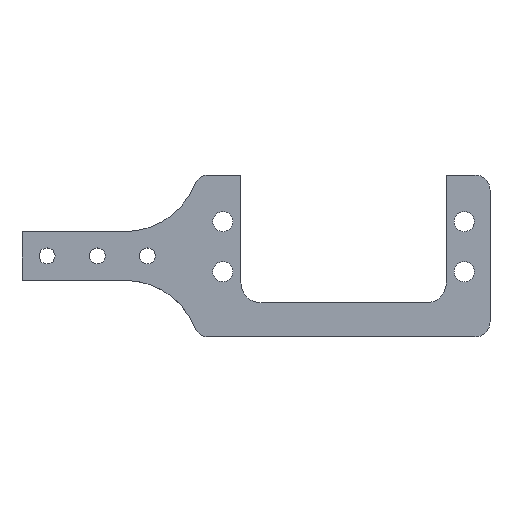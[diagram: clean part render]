
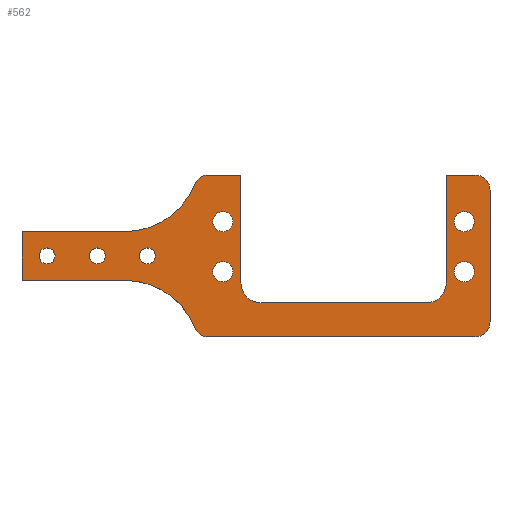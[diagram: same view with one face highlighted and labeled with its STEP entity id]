
A CAD part, top view. The second image highlights one B-rep face of the part: STEP entity #562.
In plain terms, the highlighted planar face has unit normal (0, 0, 1).
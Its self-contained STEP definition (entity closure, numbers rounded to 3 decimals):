
#21=FACE_BOUND('',#91,.T.);
#22=FACE_BOUND('',#92,.T.);
#23=FACE_BOUND('',#93,.T.);
#24=FACE_BOUND('',#94,.T.);
#25=FACE_BOUND('',#95,.T.);
#26=FACE_BOUND('',#96,.T.);
#27=FACE_BOUND('',#97,.T.);
#35=PLANE('',#636);
#56=FACE_OUTER_BOUND('',#90,.T.);
#90=EDGE_LOOP('',(#438,#439,#440,#441,#442,#443,#444,#445,#446,#447,#448,
#449,#450,#451,#452,#453,#454,#455));
#91=EDGE_LOOP('',(#456));
#92=EDGE_LOOP('',(#457));
#93=EDGE_LOOP('',(#458));
#94=EDGE_LOOP('',(#459));
#95=EDGE_LOOP('',(#460));
#96=EDGE_LOOP('',(#461));
#97=EDGE_LOOP('',(#462));
#110=LINE('',#826,#155);
#124=LINE('',#884,#169);
#127=LINE('',#892,#172);
#133=LINE('',#909,#178);
#134=LINE('',#912,#179);
#136=LINE('',#915,#181);
#140=LINE('',#930,#185);
#141=LINE('',#932,#186);
#142=LINE('',#936,#187);
#143=LINE('',#939,#188);
#155=VECTOR('',#665,10.);
#169=VECTOR('',#715,10.);
#172=VECTOR('',#724,10.);
#178=VECTOR('',#744,10.);
#179=VECTOR('',#747,10.);
#181=VECTOR('',#751,10.);
#185=VECTOR('',#769,10.);
#186=VECTOR('',#770,1000.);
#187=VECTOR('',#773,10.);
#188=VECTOR('',#776,1000.);
#199=CIRCLE('',#598,3.);
#214=CIRCLE('',#616,3.);
#215=CIRCLE('',#619,3.);
#216=CIRCLE('',#622,3.);
#217=CIRCLE('',#624,15.);
#218=CIRCLE('',#626,15.);
#219=CIRCLE('',#631,1.6);
#220=CIRCLE('',#633,1.6);
#221=CIRCLE('',#635,1.6);
#222=CIRCLE('',#637,4.);
#223=CIRCLE('',#638,4.);
#224=CIRCLE('',#639,2.);
#225=CIRCLE('',#640,2.);
#226=CIRCLE('',#641,2.);
#227=CIRCLE('',#642,2.);
#230=VERTEX_POINT('',#819);
#231=VERTEX_POINT('',#821);
#232=VERTEX_POINT('',#825);
#256=VERTEX_POINT('',#877);
#257=VERTEX_POINT('',#879);
#258=VERTEX_POINT('',#883);
#259=VERTEX_POINT('',#887);
#260=VERTEX_POINT('',#891);
#261=VERTEX_POINT('',#895);
#262=VERTEX_POINT('',#899);
#263=VERTEX_POINT('',#903);
#264=VERTEX_POINT('',#907);
#265=VERTEX_POINT('',#911);
#266=VERTEX_POINT('',#917);
#267=VERTEX_POINT('',#921);
#268=VERTEX_POINT('',#925);
#269=VERTEX_POINT('',#929);
#270=VERTEX_POINT('',#931);
#271=VERTEX_POINT('',#933);
#272=VERTEX_POINT('',#935);
#273=VERTEX_POINT('',#937);
#274=VERTEX_POINT('',#940);
#275=VERTEX_POINT('',#942);
#276=VERTEX_POINT('',#944);
#277=VERTEX_POINT('',#946);
#280=EDGE_CURVE('',#231,#230,#199,.T.);
#282=EDGE_CURVE('',#231,#232,#110,.T.);
#309=EDGE_CURVE('',#257,#256,#214,.T.);
#311=EDGE_CURVE('',#257,#258,#124,.T.);
#313=EDGE_CURVE('',#259,#258,#215,.T.);
#315=EDGE_CURVE('',#259,#260,#127,.T.);
#317=EDGE_CURVE('',#261,#260,#216,.T.);
#320=EDGE_CURVE('',#230,#262,#217,.T.);
#321=EDGE_CURVE('',#263,#261,#218,.T.);
#324=EDGE_CURVE('',#264,#262,#133,.T.);
#325=EDGE_CURVE('',#263,#265,#134,.T.);
#327=EDGE_CURVE('',#264,#265,#136,.T.);
#329=EDGE_CURVE('',#266,#266,#219,.T.);
#331=EDGE_CURVE('',#267,#267,#220,.T.);
#333=EDGE_CURVE('',#268,#268,#221,.T.);
#334=EDGE_CURVE('',#269,#256,#140,.T.);
#335=EDGE_CURVE('',#270,#269,#141,.T.);
#336=EDGE_CURVE('',#270,#271,#222,.T.);
#337=EDGE_CURVE('',#272,#271,#142,.T.);
#338=EDGE_CURVE('',#272,#273,#223,.T.);
#339=EDGE_CURVE('',#232,#273,#143,.T.);
#340=EDGE_CURVE('',#274,#274,#224,.T.);
#341=EDGE_CURVE('',#275,#275,#225,.T.);
#342=EDGE_CURVE('',#276,#276,#226,.T.);
#343=EDGE_CURVE('',#277,#277,#227,.T.);
#438=ORIENTED_EDGE('',*,*,#280,.T.);
#439=ORIENTED_EDGE('',*,*,#320,.T.);
#440=ORIENTED_EDGE('',*,*,#324,.F.);
#441=ORIENTED_EDGE('',*,*,#327,.T.);
#442=ORIENTED_EDGE('',*,*,#325,.F.);
#443=ORIENTED_EDGE('',*,*,#321,.T.);
#444=ORIENTED_EDGE('',*,*,#317,.T.);
#445=ORIENTED_EDGE('',*,*,#315,.F.);
#446=ORIENTED_EDGE('',*,*,#313,.T.);
#447=ORIENTED_EDGE('',*,*,#311,.F.);
#448=ORIENTED_EDGE('',*,*,#309,.T.);
#449=ORIENTED_EDGE('',*,*,#334,.F.);
#450=ORIENTED_EDGE('',*,*,#335,.F.);
#451=ORIENTED_EDGE('',*,*,#336,.T.);
#452=ORIENTED_EDGE('',*,*,#337,.F.);
#453=ORIENTED_EDGE('',*,*,#338,.T.);
#454=ORIENTED_EDGE('',*,*,#339,.F.);
#455=ORIENTED_EDGE('',*,*,#282,.F.);
#456=ORIENTED_EDGE('',*,*,#329,.F.);
#457=ORIENTED_EDGE('',*,*,#331,.F.);
#458=ORIENTED_EDGE('',*,*,#333,.F.);
#459=ORIENTED_EDGE('',*,*,#340,.F.);
#460=ORIENTED_EDGE('',*,*,#341,.F.);
#461=ORIENTED_EDGE('',*,*,#342,.F.);
#462=ORIENTED_EDGE('',*,*,#343,.F.);
#562=ADVANCED_FACE('',(#56,#21,#22,#23,#24,#25,#26,#27),#35,.T.);
#598=AXIS2_PLACEMENT_3D('',#822,#660,#661);
#616=AXIS2_PLACEMENT_3D('',#880,#710,#711);
#619=AXIS2_PLACEMENT_3D('',#888,#719,#720);
#622=AXIS2_PLACEMENT_3D('',#896,#728,#729);
#624=AXIS2_PLACEMENT_3D('',#901,#734,#735);
#626=AXIS2_PLACEMENT_3D('',#904,#738,#739);
#631=AXIS2_PLACEMENT_3D('',#919,#755,#756);
#633=AXIS2_PLACEMENT_3D('',#923,#760,#761);
#635=AXIS2_PLACEMENT_3D('',#927,#765,#766);
#636=AXIS2_PLACEMENT_3D('',#928,#767,#768);
#637=AXIS2_PLACEMENT_3D('',#934,#771,#772);
#638=AXIS2_PLACEMENT_3D('',#938,#774,#775);
#639=AXIS2_PLACEMENT_3D('',#941,#777,#778);
#640=AXIS2_PLACEMENT_3D('',#943,#779,#780);
#641=AXIS2_PLACEMENT_3D('',#945,#781,#782);
#642=AXIS2_PLACEMENT_3D('',#947,#783,#784);
#660=DIRECTION('center_axis',(0.,0.,1.));
#661=DIRECTION('ref_axis',(-0.56,0.828,0.));
#665=DIRECTION('',(1.,0.,0.));
#710=DIRECTION('center_axis',(0.,0.,1.));
#711=DIRECTION('ref_axis',(0.707,0.707,0.));
#715=DIRECTION('',(0.,-1.,0.));
#719=DIRECTION('center_axis',(0.,0.,1.));
#720=DIRECTION('ref_axis',(0.707,-0.707,0.));
#724=DIRECTION('',(-1.,0.,0.));
#728=DIRECTION('center_axis',(0.,0.,1.));
#729=DIRECTION('ref_axis',(-0.56,-0.828,0.));
#734=DIRECTION('center_axis',(0.,0.,-1.));
#735=DIRECTION('ref_axis',(0.969,-0.247,0.));
#738=DIRECTION('center_axis',(0.,0.,-1.));
#739=DIRECTION('ref_axis',(0.969,0.247,0.));
#744=DIRECTION('',(1.,0.,0.));
#747=DIRECTION('',(-1.,0.,0.));
#751=DIRECTION('',(0.,-1.,0.));
#755=DIRECTION('center_axis',(0.,0.,1.));
#756=DIRECTION('ref_axis',(1.,0.,0.));
#760=DIRECTION('center_axis',(0.,0.,1.));
#761=DIRECTION('ref_axis',(1.,0.,0.));
#765=DIRECTION('center_axis',(0.,0.,1.));
#766=DIRECTION('ref_axis',(1.,0.,0.));
#767=DIRECTION('center_axis',(0.,0.,1.));
#768=DIRECTION('ref_axis',(1.,0.,0.));
#769=DIRECTION('',(1.,0.,0.));
#770=DIRECTION('',(0.,1.,0.));
#771=DIRECTION('center_axis',(0.,0.,-1.));
#772=DIRECTION('ref_axis',(0.707,-0.707,0.));
#773=DIRECTION('',(1.,0.,0.));
#774=DIRECTION('center_axis',(0.,0.,-1.));
#775=DIRECTION('ref_axis',(-0.707,-0.707,0.));
#776=DIRECTION('',(0.,-1.,0.));
#777=DIRECTION('center_axis',(0.,0.,1.));
#778=DIRECTION('ref_axis',(1.,0.,0.));
#779=DIRECTION('center_axis',(0.,0.,1.));
#780=DIRECTION('ref_axis',(1.,0.,0.));
#781=DIRECTION('center_axis',(0.,0.,1.));
#782=DIRECTION('ref_axis',(1.,0.,0.));
#783=DIRECTION('center_axis',(0.,0.,1.));
#784=DIRECTION('ref_axis',(1.,0.,0.));
#819=CARTESIAN_POINT('',(-0.489,70.117,7.));
#821=CARTESIAN_POINT('',(2.295,72.,7.));
#822=CARTESIAN_POINT('Origin',(2.295,69.,7.));
#825=CARTESIAN_POINT('',(8.75,72.,7.));
#826=CARTESIAN_POINT('',(0.,72.,7.));
#877=CARTESIAN_POINT('',(55.5,72.,7.));
#879=CARTESIAN_POINT('',(58.5,69.,7.));
#880=CARTESIAN_POINT('Origin',(55.5,69.,7.));
#883=CARTESIAN_POINT('',(58.5,42.65,7.));
#884=CARTESIAN_POINT('',(58.5,26.288,7.));
#887=CARTESIAN_POINT('',(55.5,39.65,7.));
#888=CARTESIAN_POINT('Origin',(55.5,42.65,7.));
#891=CARTESIAN_POINT('',(2.295,39.65,7.));
#892=CARTESIAN_POINT('',(0.,39.65,7.));
#895=CARTESIAN_POINT('',(-0.489,41.533,7.));
#896=CARTESIAN_POINT('Origin',(2.295,42.65,7.));
#899=CARTESIAN_POINT('',(-14.412,60.7,7.));
#901=CARTESIAN_POINT('Origin',(-14.412,75.7,7.));
#903=CARTESIAN_POINT('',(-14.412,50.95,7.));
#904=CARTESIAN_POINT('Origin',(-14.412,35.95,7.));
#907=CARTESIAN_POINT('',(-35.,60.7,7.));
#909=CARTESIAN_POINT('',(14.688,60.7,7.));
#911=CARTESIAN_POINT('',(-35.,50.95,7.));
#912=CARTESIAN_POINT('',(-2.875,50.95,7.));
#915=CARTESIAN_POINT('',(-35.,72.,7.));
#917=CARTESIAN_POINT('',(-11.55,55.825,7.));
#919=CARTESIAN_POINT('Origin',(-9.95,55.825,7.));
#921=CARTESIAN_POINT('',(-21.575,55.825,7.));
#923=CARTESIAN_POINT('Origin',(-19.975,55.825,7.));
#925=CARTESIAN_POINT('',(-31.6,55.825,7.));
#927=CARTESIAN_POINT('Origin',(-30.,55.825,7.));
#928=CARTESIAN_POINT('Origin',(29.25,21.075,7.));
#929=CARTESIAN_POINT('',(49.75,72.,7.));
#930=CARTESIAN_POINT('',(49.75,72.,7.));
#931=CARTESIAN_POINT('',(49.75,50.45,7.));
#932=CARTESIAN_POINT('',(49.75,34.,7.));
#933=CARTESIAN_POINT('',(45.75,46.45,7.));
#934=CARTESIAN_POINT('Origin',(45.75,50.45,7.));
#935=CARTESIAN_POINT('',(12.75,46.45,7.));
#936=CARTESIAN_POINT('',(5.125,46.45,7.));
#937=CARTESIAN_POINT('',(8.75,50.45,7.));
#938=CARTESIAN_POINT('Origin',(12.75,50.45,7.));
#939=CARTESIAN_POINT('',(8.75,34.,7.));
#940=CARTESIAN_POINT('',(51.375,52.7,7.));
#941=CARTESIAN_POINT('Origin',(53.375,52.7,7.));
#942=CARTESIAN_POINT('',(3.125,52.7,7.));
#943=CARTESIAN_POINT('Origin',(5.125,52.7,7.));
#944=CARTESIAN_POINT('',(51.375,62.7,7.));
#945=CARTESIAN_POINT('Origin',(53.375,62.7,7.));
#946=CARTESIAN_POINT('',(3.125,62.7,7.));
#947=CARTESIAN_POINT('Origin',(5.125,62.7,7.));
